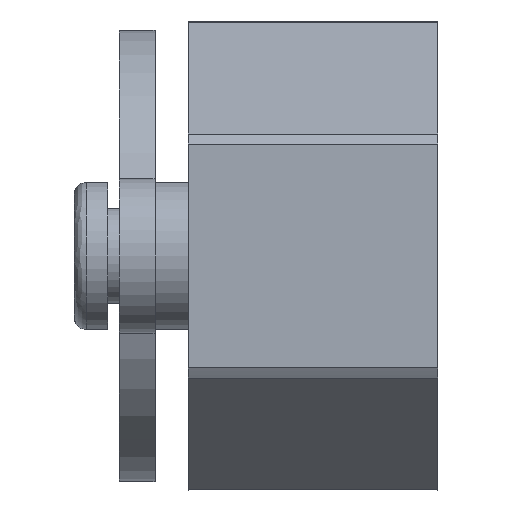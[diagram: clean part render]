
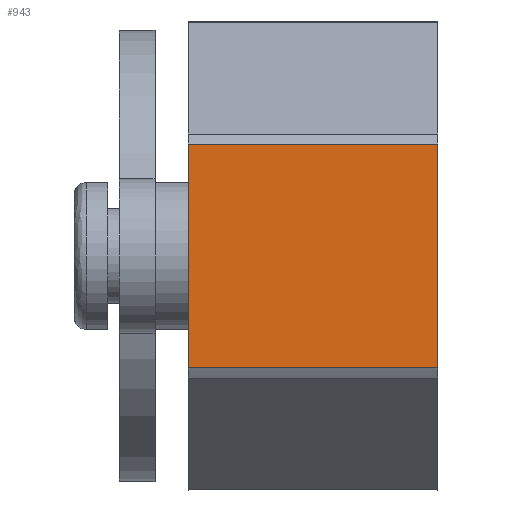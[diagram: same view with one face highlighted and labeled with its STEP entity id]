
A CAD part, left-side view. The second image highlights one B-rep face of the part: STEP entity #943.
In plain terms, the highlighted planar face has unit normal (-1, 0, 0).
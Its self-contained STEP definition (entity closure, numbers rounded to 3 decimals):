
#63 = LINE ( 'NONE', #1123, #1254 ) ;
#87 = LINE ( 'NONE', #1013, #1242 ) ;
#96 = CARTESIAN_POINT ( 'NONE',  ( -9.118, 3.74, -4.712 ) ) ;
#121 = CARTESIAN_POINT ( 'NONE',  ( -9.118, 3.74, 4.712 ) ) ;
#199 = EDGE_CURVE ( 'NONE', #881, #1267, #926, .T. ) ;
#289 = EDGE_CURVE ( 'NONE', #1267, #511, #1334, .T. ) ;
#313 = FACE_OUTER_BOUND ( 'NONE', #466, .T. ) ;
#339 = DIRECTION ( 'NONE',  ( 0., 1., 0. ) ) ;
#342 = DIRECTION ( 'NONE',  ( 0., 0., 1. ) ) ;
#376 = VECTOR ( 'NONE', #824, 1000. ) ;
#384 = CARTESIAN_POINT ( 'NONE',  ( -9.118, -6.76, -4.994 ) ) ;
#433 = ORIENTED_EDGE ( 'NONE', *, *, #715, .F. ) ;
#466 = EDGE_LOOP ( 'NONE', ( #1263, #873, #859, #433 ) ) ;
#495 = DIRECTION ( 'NONE',  ( 0., 0., -1. ) ) ;
#511 = VERTEX_POINT ( 'NONE', #671 ) ;
#588 = CARTESIAN_POINT ( 'NONE',  ( -9.118, -6.76, 4.712 ) ) ;
#619 = CARTESIAN_POINT ( 'NONE',  ( -9.118, 3.74, 4.712 ) ) ;
#671 = CARTESIAN_POINT ( 'NONE',  ( -9.118, -6.76, -4.712 ) ) ;
#715 = EDGE_CURVE ( 'NONE', #511, #1103, #63, .T. ) ;
#765 = AXIS2_PLACEMENT_3D ( 'NONE', #1409, #1180, #495 ) ;
#824 = DIRECTION ( 'NONE',  ( 0., 0., -1. ) ) ;
#827 = PLANE ( 'NONE',  #765 ) ;
#859 = ORIENTED_EDGE ( 'NONE', *, *, #861, .F. ) ;
#861 = EDGE_CURVE ( 'NONE', #1103, #881, #87, .T. ) ;
#873 = ORIENTED_EDGE ( 'NONE', *, *, #199, .F. ) ;
#881 = VERTEX_POINT ( 'NONE', #121 ) ;
#926 = LINE ( 'NONE', #619, #1034 ) ;
#943 = ADVANCED_FACE ( 'NONE', ( #313 ), #827, .F. ) ;
#1013 = CARTESIAN_POINT ( 'NONE',  ( -9.118, 3.74, 0. ) ) ;
#1034 = VECTOR ( 'NONE', #1307, 1000. ) ;
#1103 = VERTEX_POINT ( 'NONE', #96 ) ;
#1123 = CARTESIAN_POINT ( 'NONE',  ( -9.118, 3.74, -4.712 ) ) ;
#1180 = DIRECTION ( 'NONE',  ( 1., 0., 0. ) ) ;
#1242 = VECTOR ( 'NONE', #342, 1000. ) ;
#1254 = VECTOR ( 'NONE', #339, 1000. ) ;
#1263 = ORIENTED_EDGE ( 'NONE', *, *, #289, .F. ) ;
#1267 = VERTEX_POINT ( 'NONE', #588 ) ;
#1307 = DIRECTION ( 'NONE',  ( 0., -1., 0. ) ) ;
#1334 = LINE ( 'NONE', #384, #376 ) ;
#1409 = CARTESIAN_POINT ( 'NONE',  ( -9.118, 3.74, -4.994 ) ) ;
